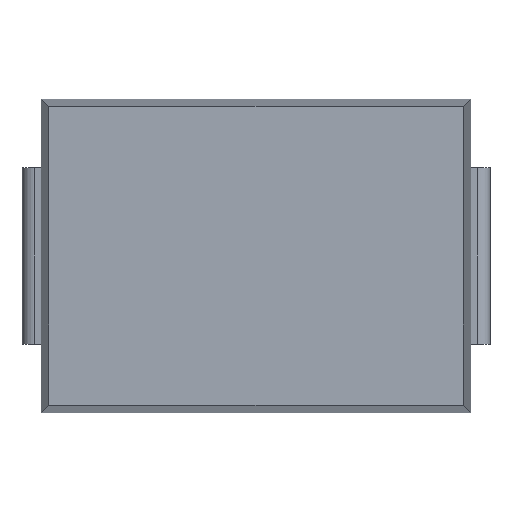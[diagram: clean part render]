
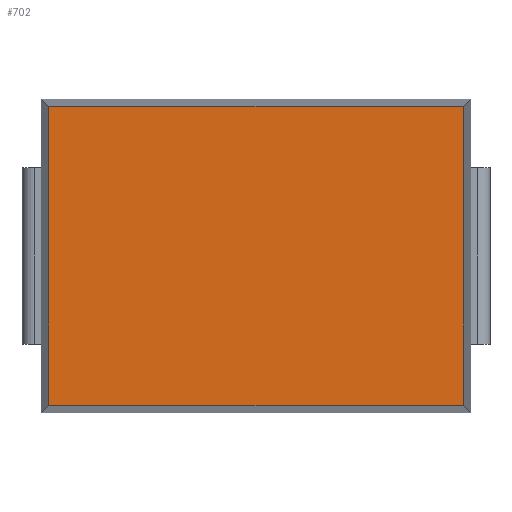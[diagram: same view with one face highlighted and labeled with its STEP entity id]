
A CAD part, top view. The second image highlights one B-rep face of the part: STEP entity #702.
In plain terms, the highlighted planar face has unit normal (0, 0, 1).
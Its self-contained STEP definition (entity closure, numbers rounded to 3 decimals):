
#47=FACE_OUTER_BOUND('',#83,.T.);
#83=EDGE_LOOP('',(#540,#541,#542,#543));
#136=LINE('',#1039,#222);
#157=LINE('',#1079,#243);
#160=LINE('',#1084,#246);
#161=LINE('',#1086,#247);
#222=VECTOR('',#851,1.);
#243=VECTOR('',#884,1.);
#246=VECTOR('',#889,1.);
#247=VECTOR('',#892,1.);
#299=VERTEX_POINT('',#1036);
#300=VERTEX_POINT('',#1038);
#313=VERTEX_POINT('',#1078);
#314=VERTEX_POINT('',#1082);
#372=EDGE_CURVE('',#300,#299,#136,.T.);
#393=EDGE_CURVE('',#313,#300,#157,.T.);
#396=EDGE_CURVE('',#299,#314,#160,.T.);
#397=EDGE_CURVE('',#314,#313,#161,.T.);
#540=ORIENTED_EDGE('',*,*,#372,.T.);
#541=ORIENTED_EDGE('',*,*,#396,.T.);
#542=ORIENTED_EDGE('',*,*,#397,.T.);
#543=ORIENTED_EDGE('',*,*,#393,.T.);
#631=PLANE('',#756);
#702=ADVANCED_FACE('',(#47),#631,.F.);
#756=AXIS2_PLACEMENT_3D('',#1085,#890,#891);
#851=DIRECTION('',(0.,1.,0.));
#884=DIRECTION('',(1.,0.,0.));
#889=DIRECTION('',(-1.,0.,0.));
#890=DIRECTION('center_axis',(0.,0.,-1.));
#891=DIRECTION('ref_axis',(-0.811,0.585,0.));
#892=DIRECTION('',(0.,-1.,0.));
#1036=CARTESIAN_POINT('',(2.347,1.692,2.15));
#1038=CARTESIAN_POINT('',(2.347,-1.692,2.15));
#1039=CARTESIAN_POINT('',(2.347,-1.692,2.15));
#1078=CARTESIAN_POINT('',(-2.347,-1.692,2.15));
#1079=CARTESIAN_POINT('',(-2.347,-1.692,2.15));
#1082=CARTESIAN_POINT('',(-2.347,1.692,2.15));
#1084=CARTESIAN_POINT('',(2.347,1.692,2.15));
#1085=CARTESIAN_POINT('Origin',(2.347,-1.692,2.15));
#1086=CARTESIAN_POINT('',(-2.347,1.692,2.15));
